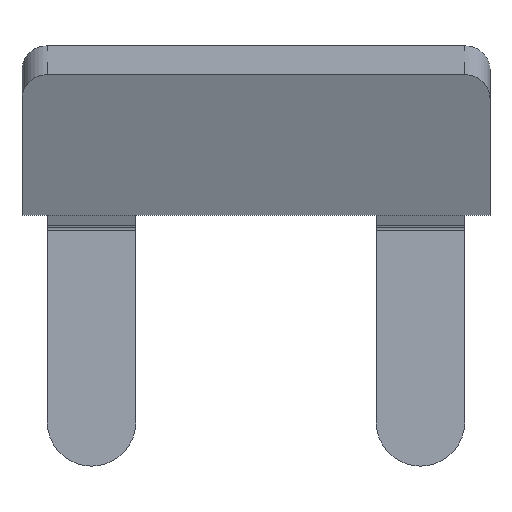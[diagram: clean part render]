
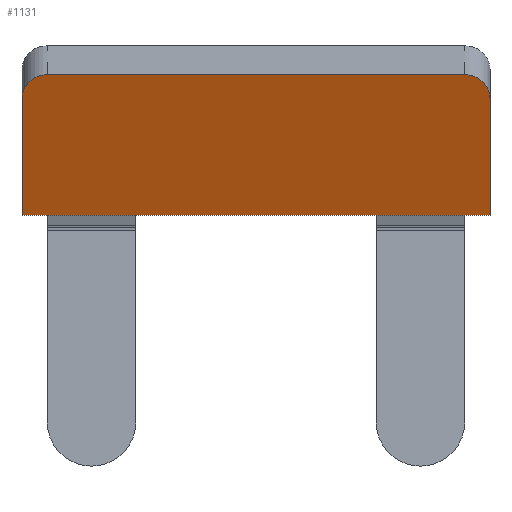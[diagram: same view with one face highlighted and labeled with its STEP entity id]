
A CAD part, front view. The second image highlights one B-rep face of the part: STEP entity #1131.
In plain terms, the highlighted planar face has unit normal (0, -0.925, -0.38).
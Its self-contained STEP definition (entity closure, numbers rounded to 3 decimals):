
#994=AXIS2_PLACEMENT_3D('Circle Axis2P3D',#992,#993,$) ;
#1102=AXIS2_PLACEMENT_3D('Plane Axis2P3D',#1099,#1100,#1101) ;
#1120=AXIS2_PLACEMENT_3D('Circle Axis2P3D',#1118,#1119,$) ;
#975=CARTESIAN_POINT('Vertex',(1.,0.,15.476)) ;
#989=CARTESIAN_POINT('Vertex',(0.,0.379,14.551)) ;
#992=CARTESIAN_POINT('Axis2P3D Location',(1.,0.379,14.551)) ;
#1015=CARTESIAN_POINT('Vertex',(17.5,0.,15.476)) ;
#1023=CARTESIAN_POINT('Line Origine',(9.25,0.,15.476)) ;
#1084=CARTESIAN_POINT('Vertex',(0.,2.277,9.925)) ;
#1087=CARTESIAN_POINT('Line Origine',(0.,1.328,12.238)) ;
#1099=CARTESIAN_POINT('Axis2P3D Location',(9.25,2.618,9.092)) ;
#1104=CARTESIAN_POINT('Line Origine',(9.25,2.277,9.925)) ;
#1108=CARTESIAN_POINT('Vertex',(18.5,2.277,9.925)) ;
#1111=CARTESIAN_POINT('Line Origine',(18.5,1.328,12.238)) ;
#1115=CARTESIAN_POINT('Vertex',(18.5,0.379,14.551)) ;
#1118=CARTESIAN_POINT('Axis2P3D Location',(17.5,0.379,14.551)) ;
#993=DIRECTION('Axis2P3D Direction',(0.,-0.925,-0.379)) ;
#1024=DIRECTION('Vector Direction',(1.,0.,0.)) ;
#1088=DIRECTION('Vector Direction',(0.,0.379,-0.925)) ;
#1100=DIRECTION('Axis2P3D Direction',(0.,-0.925,-0.379)) ;
#1101=DIRECTION('Axis2P3D XDirection',(1.,0.,0.)) ;
#1105=DIRECTION('Vector Direction',(-1.,0.,0.)) ;
#1112=DIRECTION('Vector Direction',(0.,-0.379,0.925)) ;
#1119=DIRECTION('Axis2P3D Direction',(0.,-0.925,-0.379)) ;
#1025=VECTOR('Line Direction',#1024,1.) ;
#1089=VECTOR('Line Direction',#1088,1.) ;
#1106=VECTOR('Line Direction',#1105,1.) ;
#1113=VECTOR('Line Direction',#1112,1.) ;
#1124=ORIENTED_EDGE('',*,*,#996,.T.) ;
#1125=ORIENTED_EDGE('',*,*,#1091,.T.) ;
#1126=ORIENTED_EDGE('',*,*,#1110,.T.) ;
#1127=ORIENTED_EDGE('',*,*,#1117,.T.) ;
#1128=ORIENTED_EDGE('',*,*,#1122,.T.) ;
#1129=ORIENTED_EDGE('',*,*,#1027,.T.) ;
#1131=ADVANCED_FACE('K\X2\00F6\X0\rper.4',(#1130),#1103,.T.) ;
#995=CIRCLE('generated circle',#994,1.) ;
#1121=CIRCLE('generated circle',#1120,1.) ;
#996=EDGE_CURVE('',#976,#990,#995,.T.) ;
#1027=EDGE_CURVE('',#1016,#976,#1026,.F.) ;
#1091=EDGE_CURVE('',#990,#1085,#1090,.T.) ;
#1110=EDGE_CURVE('',#1085,#1109,#1107,.F.) ;
#1117=EDGE_CURVE('',#1109,#1116,#1114,.T.) ;
#1122=EDGE_CURVE('',#1116,#1016,#1121,.T.) ;
#1123=EDGE_LOOP('',(#1124,#1125,#1126,#1127,#1128,#1129)) ;
#1130=FACE_OUTER_BOUND('',#1123,.T.) ;
#1026=LINE('Line',#1023,#1025) ;
#1090=LINE('Line',#1087,#1089) ;
#1107=LINE('Line',#1104,#1106) ;
#1114=LINE('Line',#1111,#1113) ;
#1103=PLANE('',#1102) ;
#976=VERTEX_POINT('',#975) ;
#990=VERTEX_POINT('',#989) ;
#1016=VERTEX_POINT('',#1015) ;
#1085=VERTEX_POINT('',#1084) ;
#1109=VERTEX_POINT('',#1108) ;
#1116=VERTEX_POINT('',#1115) ;
